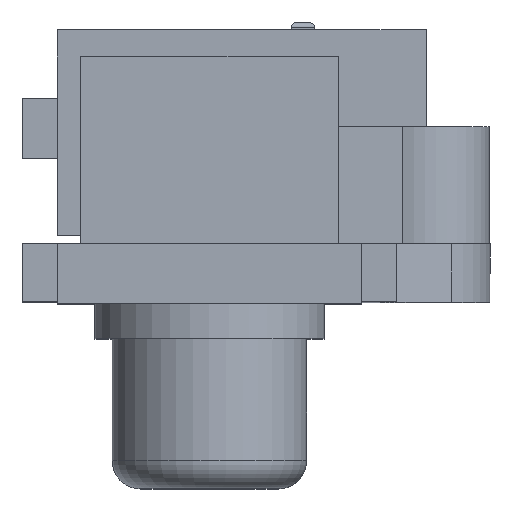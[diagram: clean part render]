
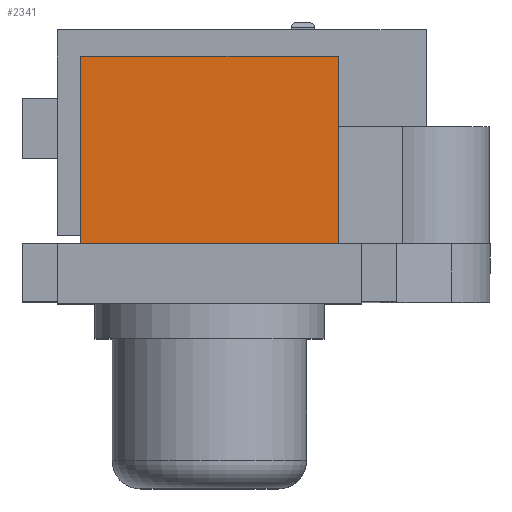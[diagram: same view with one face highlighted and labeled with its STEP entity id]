
A CAD part, top view. The second image highlights one B-rep face of the part: STEP entity #2341.
In plain terms, the highlighted planar face has unit normal (0, 0, 1).
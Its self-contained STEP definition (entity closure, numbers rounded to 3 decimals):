
#170=FACE_OUTER_BOUND('',#316,.T.);
#316=EDGE_LOOP('',(#1742,#1743,#1744,#1745));
#570=LINE('',#3533,#800);
#586=LINE('',#3569,#816);
#620=LINE('',#3660,#850);
#621=LINE('',#3661,#851);
#800=VECTOR('',#2789,10.);
#816=VECTOR('',#2821,10.);
#850=VECTOR('',#2917,10.);
#851=VECTOR('',#2918,10.);
#1026=VERTEX_POINT('',#3530);
#1027=VERTEX_POINT('',#3532);
#1039=VERTEX_POINT('',#3567);
#1065=VERTEX_POINT('',#3659);
#1251=EDGE_CURVE('',#1026,#1027,#570,.T.);
#1270=EDGE_CURVE('',#1026,#1039,#586,.T.);
#1315=EDGE_CURVE('',#1065,#1039,#620,.T.);
#1316=EDGE_CURVE('',#1027,#1065,#621,.T.);
#1742=ORIENTED_EDGE('',*,*,#1251,.F.);
#1743=ORIENTED_EDGE('',*,*,#1270,.T.);
#1744=ORIENTED_EDGE('',*,*,#1315,.F.);
#1745=ORIENTED_EDGE('',*,*,#1316,.F.);
#2252=PLANE('',#2522);
#2341=ADVANCED_FACE('',(#170),#2252,.T.);
#2522=AXIS2_PLACEMENT_3D('',#3658,#2915,#2916);
#2789=DIRECTION('',(-1.,0.,0.));
#2821=DIRECTION('',(0.,1.,0.));
#2915=DIRECTION('center_axis',(0.,0.,1.));
#2916=DIRECTION('ref_axis',(1.,0.,0.));
#2917=DIRECTION('',(1.,0.,0.));
#2918=DIRECTION('',(0.,1.,0.));
#3530=CARTESIAN_POINT('',(5.5,2.55,22.5));
#3532=CARTESIAN_POINT('',(-5.5,2.55,22.5));
#3533=CARTESIAN_POINT('',(-2.75,2.55,22.5));
#3567=CARTESIAN_POINT('',(5.5,10.55,22.5));
#3569=CARTESIAN_POINT('',(5.5,2.55,22.5));
#3658=CARTESIAN_POINT('Origin',(-5.5,2.55,22.5));
#3659=CARTESIAN_POINT('',(-5.5,10.55,22.5));
#3660=CARTESIAN_POINT('',(5.5,10.55,22.5));
#3661=CARTESIAN_POINT('',(-5.5,2.55,22.5));
